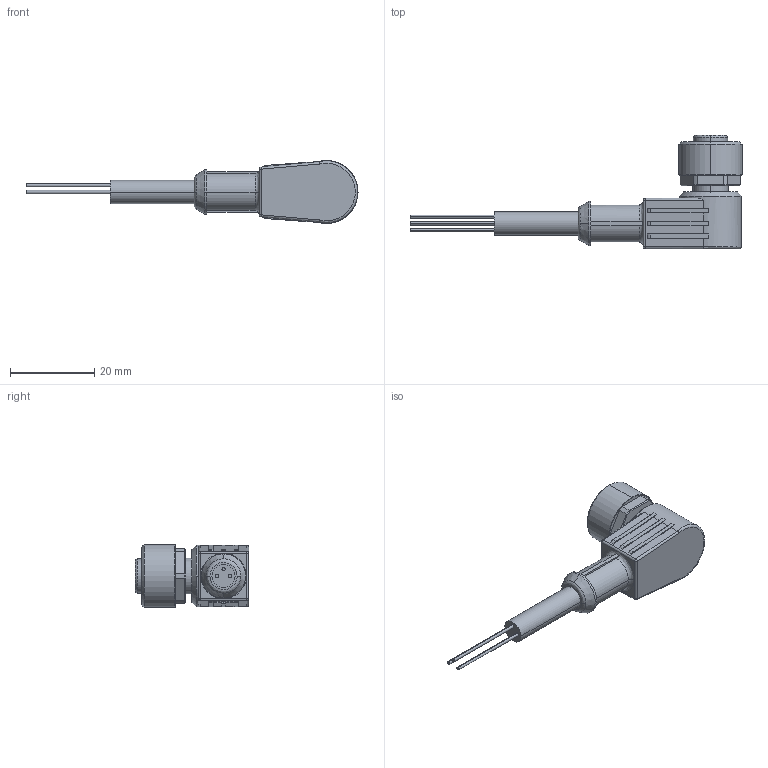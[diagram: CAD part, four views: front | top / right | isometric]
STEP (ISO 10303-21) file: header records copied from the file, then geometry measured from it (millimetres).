
FILE_DESCRIPTION (( 'STEP AP203' ), '1' );
FILE_NAME ('7000-12321-0330500.step', '2022-10-27T13:00:56', ( '' ), ( '' ), 'SwSTEP 2.0', 'SolidWorks 2021', '' );
FILE_SCHEMA (( 'CONFIG_CONTROL_DESIGN' ));
Length unit declared in the file: inch
Products named in the file (1): 7000-12321-0330500
Bounding box: 79 x 27 x 15 mm (x, y, z)
Volume: 6832.3 mm3; surface area: 3756.2 mm2
Topology: 1 solids, 1 shells, 149 faces, 362 edges, 227 vertices
Faces by surface type: plane 64, cylinder 57, cone 17, bspline 11
Entity records: 4876 total; most frequent: CARTESIAN_POINT 1303, DIRECTION 757, ORIENTED_EDGE 716, EDGE_CURVE 358, AXIS2_PLACEMENT_3D 295, VERTEX_POINT 227, LINE 167, VECTOR 167
